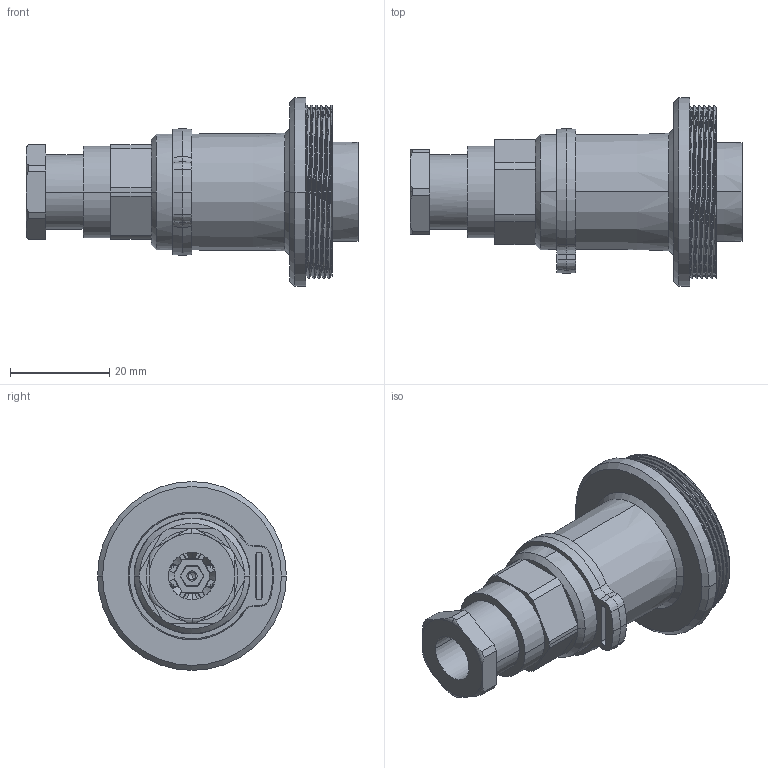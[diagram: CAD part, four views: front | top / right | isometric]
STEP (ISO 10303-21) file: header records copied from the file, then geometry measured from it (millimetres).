
FILE_DESCRIPTION(('STEP AP242'),'1');
FILE_NAME('px0746-p.stp','2024-04-03T19:46:45',('TraceParts'),('TraceParts S.A.'),'Spatial InterOp 3D',' ',' ');
FILE_SCHEMA(('AP242_MANAGED_MODEL_BASED_3D_ENGINEERING_MIM_LF {1 0 10303 442 1 1 4}'));
Length unit declared in the file: millimetre
Products named in the file (1): px0746-p_1
Bounding box: 66.75 x 37.97 x 37.97 mm (x, y, z)
Volume: 16266.4 mm3; surface area: 18314.5 mm2
Topology: 3 solids, 3 shells, 1102 faces, 3036 edges, 1963 vertices
Faces by surface type: plane 765, cylinder 178, cone 112, bspline 25, sphere 14, torus 8
Entity records: 54113 total; most frequent: CARTESIAN_POINT 26344, ORIENTED_EDGE 6016, DIRECTION 5354, EDGE_CURVE 3008, LINE 2252, VECTOR 2252, VERTEX_POINT 1963, AXIS2_PLACEMENT_3D 1551
